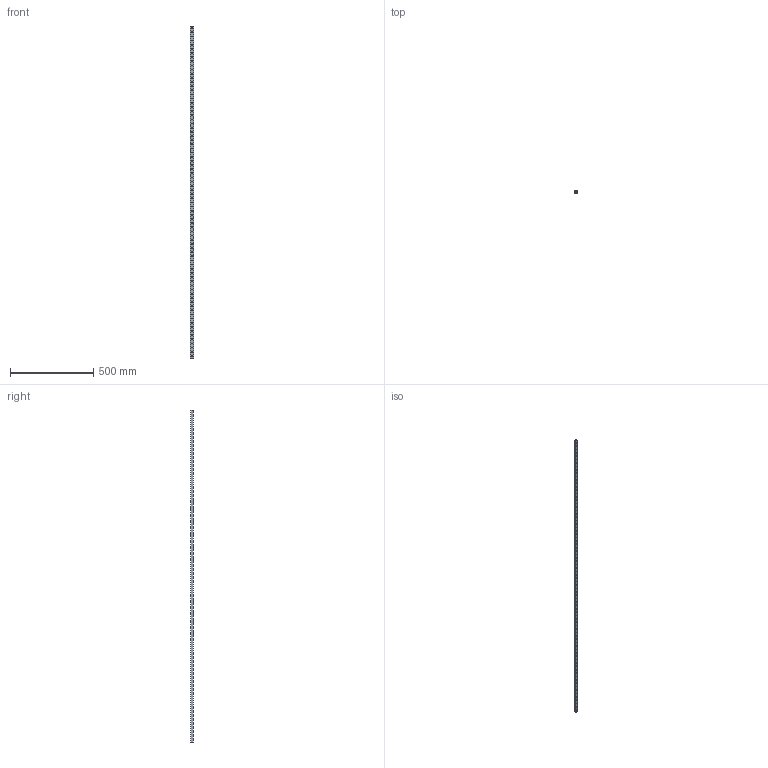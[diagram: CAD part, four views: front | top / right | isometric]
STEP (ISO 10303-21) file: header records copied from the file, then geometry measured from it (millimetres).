
FILE_DESCRIPTION (( 'STEP AP203' ), '1' );
FILE_NAME ('U Profil Destek Rayý - 2 m.STEP', '2019-01-04T14:37:12', ( '' ), ( '' ), 'SwSTEP 2.0', 'SolidWorks 2011', '' );
FILE_SCHEMA (( 'CONFIG_CONTROL_DESIGN' ));
Length unit declared in the file: millimetre
Products named in the file (1): U Profil Destek Rayý - 2 m
Bounding box: 20.2 x 14.3 x 2000 mm (x, y, z)
Volume: 124751.1 mm3; surface area: 211231.5 mm2
Topology: 1 solids, 1 shells, 182 faces, 540 edges, 360 vertices
Faces by surface type: cylinder 168, plane 14
Entity records: 6697 total; most frequent: DIRECTION 1242, CARTESIAN_POINT 1083, ORIENTED_EDGE 1080, EDGE_CURVE 540, AXIS2_PLACEMENT_3D 519, VERTEX_POINT 360, EDGE_LOOP 342, CIRCLE 336
